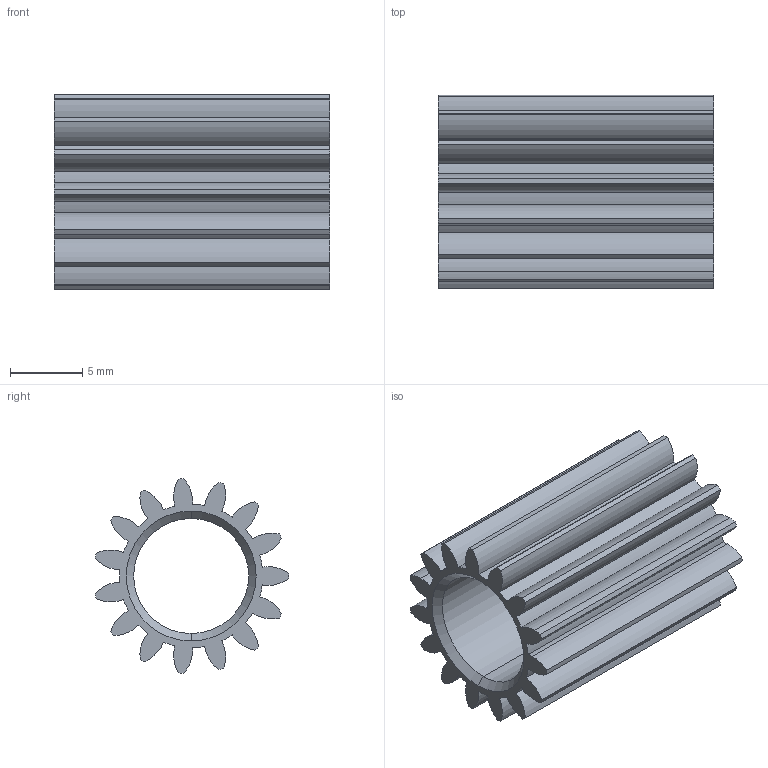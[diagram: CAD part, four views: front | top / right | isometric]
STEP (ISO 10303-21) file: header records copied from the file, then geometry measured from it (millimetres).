
FILE_DESCRIPTION (( 'STEP AP203' ), '1' );
FILE_NAME ('am-3482 15T 32DP 8mm Bore Gear.STEP', '2022-06-30T18:00:38', ( '' ), ( '' ), 'SwSTEP 2.0', 'SolidWorks 2022', '' );
FILE_SCHEMA (( 'CONFIG_CONTROL_DESIGN' ));
Length unit declared in the file: inch
Products named in the file (1): am-3482 15T 32DP 8mm Bore Gear
Bounding box: 19.05 x 13.38 x 13.45 mm (x, y, z)
Volume: 1061.3 mm3; surface area: 2022.4 mm2
Topology: 1 solids, 1 shells, 72 faces, 206 edges, 136 vertices
Faces by surface type: cylinder 66, cone 4, plane 2
Entity records: 2517 total; most frequent: DIRECTION 488, CARTESIAN_POINT 415, ORIENTED_EDGE 412, AXIS2_PLACEMENT_3D 209, EDGE_CURVE 206, VERTEX_POINT 136, CIRCLE 136, EDGE_LOOP 74
